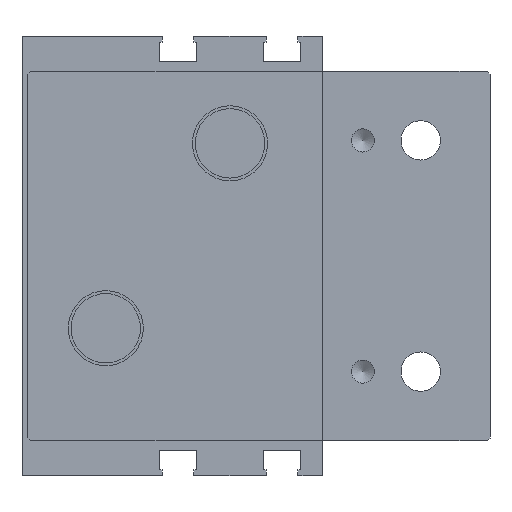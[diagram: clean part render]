
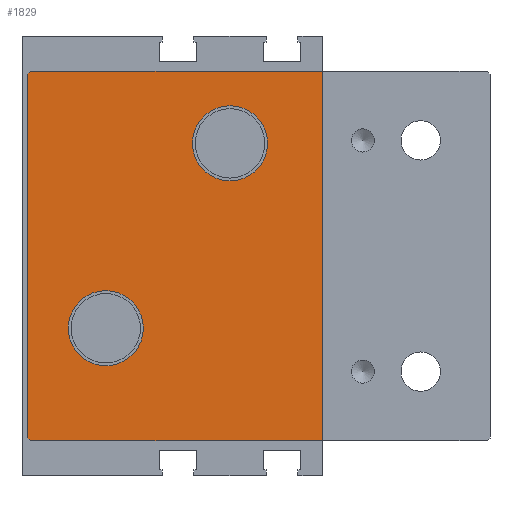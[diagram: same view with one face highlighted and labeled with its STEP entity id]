
A CAD part, left-side view. The second image highlights one B-rep face of the part: STEP entity #1829.
In plain terms, the highlighted face is planar.
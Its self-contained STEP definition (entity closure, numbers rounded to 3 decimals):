
#66=FACE_BOUND('',#286,.T.);
#67=FACE_BOUND('',#287,.T.);
#108=PLANE('',#1994);
#174=FACE_OUTER_BOUND('',#285,.T.);
#285=EDGE_LOOP('',(#1362,#1363,#1364,#1365,#1366,#1367));
#286=EDGE_LOOP('',(#1368));
#287=EDGE_LOOP('',(#1369));
#413=LINE('',#2718,#602);
#416=LINE('',#2723,#605);
#420=LINE('',#2731,#609);
#426=LINE('',#2744,#615);
#428=LINE('',#2748,#617);
#431=LINE('',#2758,#620);
#602=VECTOR('',#2186,1000.);
#605=VECTOR('',#2191,1000.);
#609=VECTOR('',#2199,1000.);
#615=VECTOR('',#2215,1000.);
#617=VECTOR('',#2221,1000.);
#620=VECTOR('',#2234,1000.);
#784=CIRCLE('',#1975,6.5);
#785=CIRCLE('',#1982,6.5);
#858=VERTEX_POINT('',#2711);
#859=VERTEX_POINT('',#2715);
#860=VERTEX_POINT('',#2717);
#861=VERTEX_POINT('',#2721);
#862=VERTEX_POINT('',#2729);
#863=VERTEX_POINT('',#2730);
#864=VERTEX_POINT('',#2738);
#865=VERTEX_POINT('',#2743);
#1037=EDGE_CURVE('',#858,#858,#784,.T.);
#1039=EDGE_CURVE('',#860,#859,#413,.T.);
#1042=EDGE_CURVE('',#859,#861,#416,.T.);
#1046=EDGE_CURVE('',#862,#863,#420,.T.);
#1052=EDGE_CURVE('',#864,#864,#785,.T.);
#1053=EDGE_CURVE('',#865,#860,#426,.T.);
#1055=EDGE_CURVE('',#863,#865,#428,.T.);
#1060=EDGE_CURVE('',#862,#861,#431,.T.);
#1362=ORIENTED_EDGE('',*,*,#1060,.F.);
#1363=ORIENTED_EDGE('',*,*,#1046,.T.);
#1364=ORIENTED_EDGE('',*,*,#1055,.T.);
#1365=ORIENTED_EDGE('',*,*,#1053,.T.);
#1366=ORIENTED_EDGE('',*,*,#1039,.T.);
#1367=ORIENTED_EDGE('',*,*,#1042,.T.);
#1368=ORIENTED_EDGE('',*,*,#1037,.F.);
#1369=ORIENTED_EDGE('',*,*,#1052,.F.);
#1829=ADVANCED_FACE('',(#174,#66,#67),#108,.T.);
#1975=AXIS2_PLACEMENT_3D('',#2713,#2181,#2182);
#1982=AXIS2_PLACEMENT_3D('',#2740,#2209,#2210);
#1994=AXIS2_PLACEMENT_3D('',#2761,#2239,#2240);
#2181=DIRECTION('center_axis',(1.,0.,0.));
#2182=DIRECTION('ref_axis',(0.,0.,-1.));
#2186=DIRECTION('',(0.,-0.707,0.707));
#2191=DIRECTION('',(0.,-1.,0.));
#2199=DIRECTION('',(0.,1.,0.));
#2209=DIRECTION('center_axis',(1.,0.,0.));
#2210=DIRECTION('ref_axis',(0.,0.,-1.));
#2215=DIRECTION('',(0.,0.,1.));
#2221=DIRECTION('',(0.,0.707,0.707));
#2234=DIRECTION('',(0.,0.,1.));
#2239=DIRECTION('center_axis',(1.,0.,0.));
#2240=DIRECTION('ref_axis',(0.,0.,-1.));
#2711=CARTESIAN_POINT('',(21.,-36.,-13.));
#2713=CARTESIAN_POINT('Origin',(21.,-36.,-19.5));
#2715=CARTESIAN_POINT('',(21.,-1.5,32.));
#2717=CARTESIAN_POINT('',(21.,-1.,31.5));
#2718=CARTESIAN_POINT('',(21.,-1.5,32.));
#2721=CARTESIAN_POINT('',(21.,-52.,32.));
#2723=CARTESIAN_POINT('',(21.,-1.5,32.));
#2729=CARTESIAN_POINT('',(21.,-52.,-32.));
#2730=CARTESIAN_POINT('',(21.,-1.5,-32.));
#2731=CARTESIAN_POINT('',(21.,-1.5,-32.));
#2738=CARTESIAN_POINT('',(21.,-14.5,19.));
#2740=CARTESIAN_POINT('Origin',(21.,-14.5,12.5));
#2743=CARTESIAN_POINT('',(21.,-1.,-31.5));
#2744=CARTESIAN_POINT('',(21.,-1.,-31.5));
#2748=CARTESIAN_POINT('',(21.,-1.,-31.5));
#2758=CARTESIAN_POINT('',(21.,-52.,32.));
#2761=CARTESIAN_POINT('Origin',(21.,-41.,-71.5));
